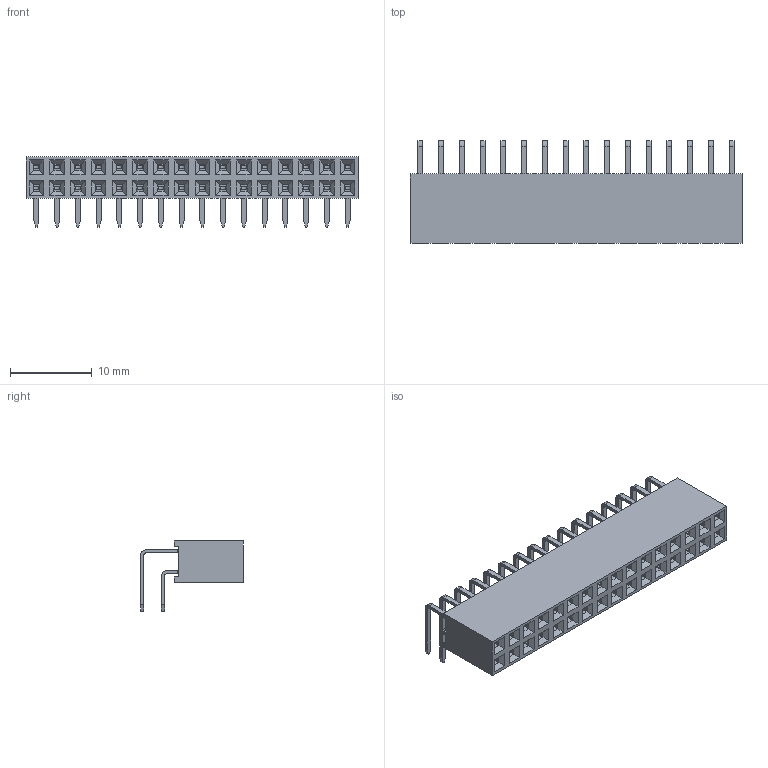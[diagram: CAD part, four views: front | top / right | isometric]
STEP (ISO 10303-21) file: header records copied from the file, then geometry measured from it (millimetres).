
FILE_DESCRIPTION(('STEP AP214'), '1');
FILE_NAME('PBD-R', '', ('UNSPECIFIED'), ('UNSPECIFIED'), 'ASCON STEP Converter 1.6', 'ASCON Math Kernel', '');
FILE_SCHEMA(('AUTOMOTIVE_DESIGN { 1 0 10303 214 3 1 1}'));
Length unit declared in the file: millimetre
Bounding box: 40.64 x 12.6 x 8.58 mm (x, y, z)
Volume: 1579.6 mm3; surface area: 2971.5 mm2
Topology: 1 solids, 1 shells, 1866 faces, 5144 edges, 3216 vertices
Faces by surface type: plane 1578, cylinder 288
Entity records: 73176 total; most frequent: ORIENTED_EDGE 10288, CARTESIAN_POINT 10227, DIRECTION 9582, EDGE_CURVE 5144, LINE 4440, VECTOR 4440, VERTEX_POINT 3216, AXIS2_PLACEMENT_3D 2571
